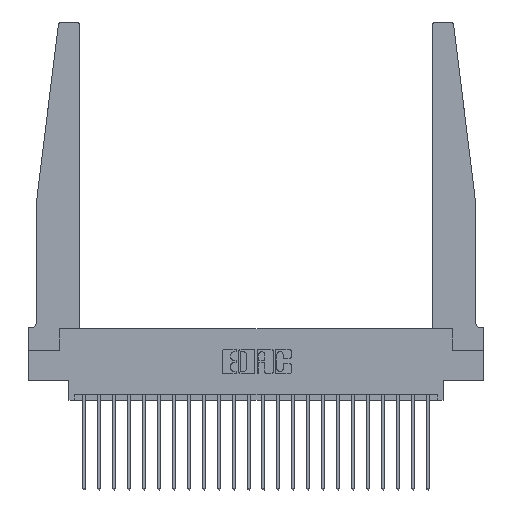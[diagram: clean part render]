
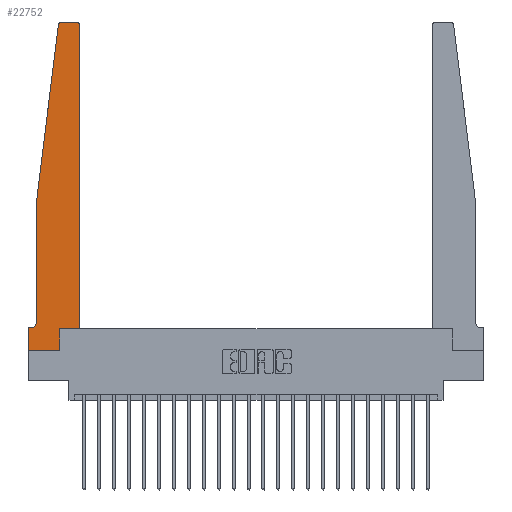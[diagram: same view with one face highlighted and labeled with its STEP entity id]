
A CAD part, top view. The second image highlights one B-rep face of the part: STEP entity #22752.
In plain terms, the highlighted planar face has unit normal (0, 0, 1).
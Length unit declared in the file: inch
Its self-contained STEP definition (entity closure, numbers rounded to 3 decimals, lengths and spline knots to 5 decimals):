
#633 = EDGE_CURVE ( 'NONE', #22726, #19412, #10286, .T. ) ;
#746 = LINE ( 'NONE', #8092, #14419 ) ;
#776 = VECTOR ( 'NONE', #21072, 39.37008 ) ;
#1064 = VERTEX_POINT ( 'NONE', #18008 ) ;
#1620 = VECTOR ( 'NONE', #18965, 39.37008 ) ;
#2172 = VERTEX_POINT ( 'NONE', #3225 ) ;
#2187 = PLANE ( 'NONE',  #7899 ) ;
#2592 = CARTESIAN_POINT ( 'NONE',  ( 0.065, 0.2375, 0.37 ) ) ;
#3225 = CARTESIAN_POINT ( 'NONE',  ( 0., 0., 0.37 ) ) ;
#3444 = ORIENTED_EDGE ( 'NONE', *, *, #12572, .T. ) ;
#3474 = LINE ( 'NONE', #18029, #12343 ) ;
#3660 = VERTEX_POINT ( 'NONE', #4040 ) ;
#3756 = CARTESIAN_POINT ( 'NONE',  ( 0.25, 2.75, 0.37 ) ) ;
#3848 = DIRECTION ( 'NONE',  ( 0., 1., 0. ) ) ;
#3852 = CIRCLE ( 'NONE', #7301, 0.03 ) ;
#3920 = CARTESIAN_POINT ( 'NONE',  ( 0.425, 2.72, 0.37 ) ) ;
#4040 = CARTESIAN_POINT ( 'NONE',  ( 0.24675, 2.72367, 0.37 ) ) ;
#4273 = ORIENTED_EDGE ( 'NONE', *, *, #21355, .T. ) ;
#4490 = CARTESIAN_POINT ( 'NONE',  ( 0.015, 0.1875, 0.37 ) ) ;
#4743 = EDGE_CURVE ( 'NONE', #15728, #22726, #3474, .T. ) ;
#4761 = AXIS2_PLACEMENT_3D ( 'NONE', #21038, #10453, #22800 ) ;
#5243 = VERTEX_POINT ( 'NONE', #7728 ) ;
#6321 = VECTOR ( 'NONE', #14377, 39.37008 ) ;
#6387 = EDGE_CURVE ( 'NONE', #5243, #2172, #18730, .T. ) ;
#6473 = VECTOR ( 'NONE', #9337, 39.37008 ) ;
#6507 = CARTESIAN_POINT ( 'NONE',  ( 0.2605, 0., 0.37 ) ) ;
#6608 = CARTESIAN_POINT ( 'NONE',  ( 0.2605, 0.18, 0.37 ) ) ;
#6683 = VERTEX_POINT ( 'NONE', #6507 ) ;
#7039 = LINE ( 'NONE', #14582, #6473 ) ;
#7052 = DIRECTION ( 'NONE',  ( 0., 0., 1. ) ) ;
#7085 = ORIENTED_EDGE ( 'NONE', *, *, #6387, .T. ) ;
#7287 = VERTEX_POINT ( 'NONE', #4490 ) ;
#7301 = AXIS2_PLACEMENT_3D ( 'NONE', #17637, #7052, #19398 ) ;
#7523 = DIRECTION ( 'NONE',  ( 0., -1., 0. ) ) ;
#7589 = DIRECTION ( 'NONE',  ( 0., 0., 1. ) ) ;
#7728 = CARTESIAN_POINT ( 'NONE',  ( 0., 0.1875, 0.37 ) ) ;
#7899 = AXIS2_PLACEMENT_3D ( 'NONE', #18175, #7589, #19931 ) ;
#8092 = CARTESIAN_POINT ( 'NONE',  ( 0.425, 0.18, 0.37 ) ) ;
#8469 = EDGE_CURVE ( 'NONE', #1064, #21124, #7039, .T. ) ;
#8573 = VECTOR ( 'NONE', #9456, 39.37008 ) ;
#9337 = DIRECTION ( 'NONE',  ( 0., -1., 0. ) ) ;
#9456 = DIRECTION ( 'NONE',  ( 1., 0., 0. ) ) ;
#9498 = EDGE_CURVE ( 'NONE', #7287, #5243, #23006, .T. ) ;
#10286 = CIRCLE ( 'NONE', #19886, 0.03 ) ;
#10298 = LINE ( 'NONE', #15740, #776 ) ;
#10453 = DIRECTION ( 'NONE',  ( 0., 0., -1. ) ) ;
#11103 = EDGE_CURVE ( 'NONE', #6683, #22665, #12178, .T. ) ;
#11555 = LINE ( 'NONE', #3756, #6321 ) ;
#11666 = VERTEX_POINT ( 'NONE', #20402 ) ;
#12178 = LINE ( 'NONE', #6608, #1620 ) ;
#12343 = VECTOR ( 'NONE', #3848, 39.37008 ) ;
#12572 = EDGE_CURVE ( 'NONE', #2172, #6683, #17409, .T. ) ;
#12743 = DIRECTION ( 'NONE',  ( -1., 0., 0. ) ) ;
#12864 = ORIENTED_EDGE ( 'NONE', *, *, #11103, .T. ) ;
#13174 = EDGE_CURVE ( 'NONE', #19412, #11666, #11555, .T. ) ;
#13351 = CARTESIAN_POINT ( 'NONE',  ( 0.425, 0.18, 0.37 ) ) ;
#13688 = ORIENTED_EDGE ( 'NONE', *, *, #8469, .T. ) ;
#14022 = VECTOR ( 'NONE', #7523, 39.37008 ) ;
#14182 = DIRECTION ( 'NONE',  ( 1., 0., 0. ) ) ;
#14309 = DIRECTION ( 'NONE',  ( 0., 0., 1. ) ) ;
#14377 = DIRECTION ( 'NONE',  ( -1., 0., 0. ) ) ;
#14416 = CARTESIAN_POINT ( 'NONE',  ( 0.395, 2.72, 0.37 ) ) ;
#14419 = VECTOR ( 'NONE', #18674, 39.37008 ) ;
#14582 = CARTESIAN_POINT ( 'NONE',  ( 0.065, 1.25, 0.37 ) ) ;
#15128 = EDGE_LOOP ( 'NONE', ( #22000, #4273, #17869, #13688, #20057, #16472, #7085, #3444, #12864, #22289, #22825, #19251 ) ) ;
#15728 = VERTEX_POINT ( 'NONE', #13351 ) ;
#15740 = CARTESIAN_POINT ( 'NONE',  ( 0.065, 1.25, 0.37 ) ) ;
#16332 = CARTESIAN_POINT ( 'NONE',  ( 0., 0., 0.37 ) ) ;
#16472 = ORIENTED_EDGE ( 'NONE', *, *, #9498, .T. ) ;
#17409 = LINE ( 'NONE', #20032, #8573 ) ;
#17637 = CARTESIAN_POINT ( 'NONE',  ( 0.27653, 2.72, 0.37 ) ) ;
#17869 = ORIENTED_EDGE ( 'NONE', *, *, #20291, .T. ) ;
#18008 = CARTESIAN_POINT ( 'NONE',  ( 0.065, 1.25, 0.37 ) ) ;
#18027 = CARTESIAN_POINT ( 'NONE',  ( 0.065, 0.1875, 0.37 ) ) ;
#18029 = CARTESIAN_POINT ( 'NONE',  ( 0.425, 0.18, 0.37 ) ) ;
#18175 = CARTESIAN_POINT ( 'NONE',  ( 0., 0.1875, 0.37 ) ) ;
#18239 = EDGE_CURVE ( 'NONE', #22665, #15728, #746, .T. ) ;
#18320 = VECTOR ( 'NONE', #12743, 39.37008 ) ;
#18674 = DIRECTION ( 'NONE',  ( 1., 0., 0. ) ) ;
#18730 = LINE ( 'NONE', #16332, #14022 ) ;
#18867 = CARTESIAN_POINT ( 'NONE',  ( 0.395, 2.75, 0.37 ) ) ;
#18965 = DIRECTION ( 'NONE',  ( 0., 1., 0. ) ) ;
#19251 = ORIENTED_EDGE ( 'NONE', *, *, #633, .T. ) ;
#19398 = DIRECTION ( 'NONE',  ( 1., 0., 0. ) ) ;
#19412 = VERTEX_POINT ( 'NONE', #18867 ) ;
#19638 = CARTESIAN_POINT ( 'NONE',  ( 0.2605, 0.18, 0.37 ) ) ;
#19886 = AXIS2_PLACEMENT_3D ( 'NONE', #14416, #14309, #14182 ) ;
#19931 = DIRECTION ( 'NONE',  ( 1., 0., 0. ) ) ;
#20032 = CARTESIAN_POINT ( 'NONE',  ( 0., 0., 0.37 ) ) ;
#20057 = ORIENTED_EDGE ( 'NONE', *, *, #22530, .T. ) ;
#20291 = EDGE_CURVE ( 'NONE', #3660, #1064, #10298, .T. ) ;
#20402 = CARTESIAN_POINT ( 'NONE',  ( 0.27653, 2.75, 0.37 ) ) ;
#21038 = CARTESIAN_POINT ( 'NONE',  ( 0.015, 0.2375, 0.37 ) ) ;
#21072 = DIRECTION ( 'NONE',  ( -0.122, -0.992, 0. ) ) ;
#21124 = VERTEX_POINT ( 'NONE', #2592 ) ;
#21355 = EDGE_CURVE ( 'NONE', #11666, #3660, #3852, .T. ) ;
#22000 = ORIENTED_EDGE ( 'NONE', *, *, #13174, .T. ) ;
#22289 = ORIENTED_EDGE ( 'NONE', *, *, #18239, .T. ) ;
#22362 = CIRCLE ( 'NONE', #4761, 0.05 ) ;
#22530 = EDGE_CURVE ( 'NONE', #21124, #7287, #22362, .T. ) ;
#22622 = FACE_OUTER_BOUND ( 'NONE', #15128, .T. ) ;
#22665 = VERTEX_POINT ( 'NONE', #19638 ) ;
#22726 = VERTEX_POINT ( 'NONE', #3920 ) ;
#22752 = ADVANCED_FACE ( 'NONE', ( #22622 ), #2187, .T. ) ;
#22800 = DIRECTION ( 'NONE',  ( -1., 0., 0. ) ) ;
#22825 = ORIENTED_EDGE ( 'NONE', *, *, #4743, .T. ) ;
#23006 = LINE ( 'NONE', #18027, #18320 ) ;
